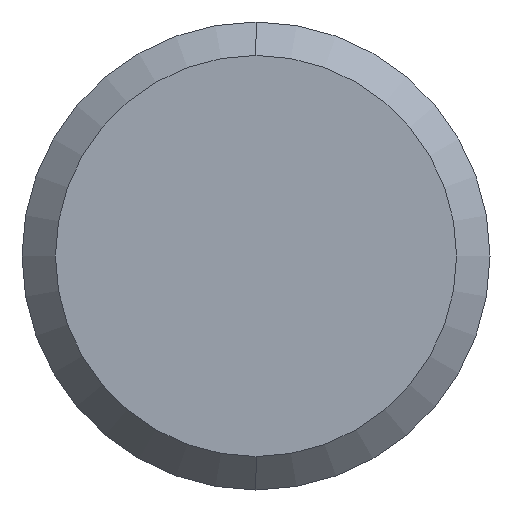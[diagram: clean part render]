
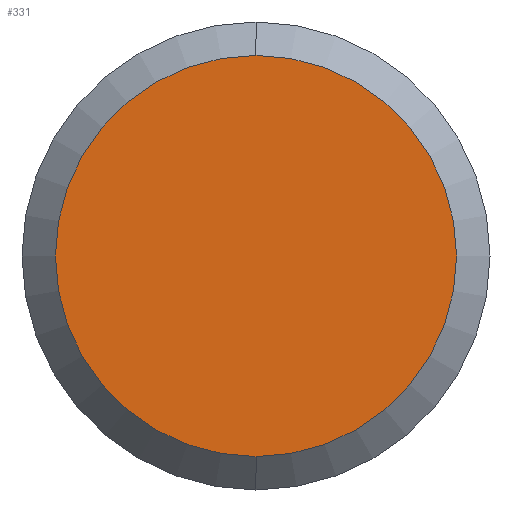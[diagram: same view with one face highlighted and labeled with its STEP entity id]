
A CAD part, left-side view. The second image highlights one B-rep face of the part: STEP entity #331.
In plain terms, the highlighted planar face has unit normal (-1, 0, 0).
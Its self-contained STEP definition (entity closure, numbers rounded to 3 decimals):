
#50 = CARTESIAN_POINT ( 'NONE',  ( 0., 0., 0. ) ) ;
#97 = CIRCLE ( 'NONE', #340, 3. ) ;
#99 = EDGE_CURVE ( 'NONE', #507, #518, #127, .T. ) ;
#107 = CARTESIAN_POINT ( 'NONE',  ( 0., 0., -3. ) ) ;
#110 = AXIS2_PLACEMENT_3D ( 'NONE', #50, #374, #417 ) ;
#122 = PLANE ( 'NONE',  #447 ) ;
#127 = CIRCLE ( 'NONE', #110, 3. ) ;
#129 = EDGE_CURVE ( 'NONE', #518, #507, #97, .T. ) ;
#145 = DIRECTION ( 'NONE',  ( 0., 0., 1. ) ) ;
#225 = ORIENTED_EDGE ( 'NONE', *, *, #99, .T. ) ;
#239 = FACE_OUTER_BOUND ( 'NONE', #521, .T. ) ;
#310 = DIRECTION ( 'NONE',  ( 1., 0., 0. ) ) ;
#331 = ADVANCED_FACE ( 'NONE', ( #239 ), #122, .F. ) ;
#340 = AXIS2_PLACEMENT_3D ( 'NONE', #513, #388, #145 ) ;
#374 = DIRECTION ( 'NONE',  ( -1., 0., 0. ) ) ;
#388 = DIRECTION ( 'NONE',  ( -1., 0., 0. ) ) ;
#389 = ORIENTED_EDGE ( 'NONE', *, *, #129, .T. ) ;
#417 = DIRECTION ( 'NONE',  ( 0., 0., 1. ) ) ;
#443 = DIRECTION ( 'NONE',  ( 0., 0., -1. ) ) ;
#447 = AXIS2_PLACEMENT_3D ( 'NONE', #478, #310, #443 ) ;
#472 = CARTESIAN_POINT ( 'NONE',  ( 0., 0., 3. ) ) ;
#478 = CARTESIAN_POINT ( 'NONE',  ( 0., 3., 0. ) ) ;
#507 = VERTEX_POINT ( 'NONE', #107 ) ;
#513 = CARTESIAN_POINT ( 'NONE',  ( 0., 0., 0. ) ) ;
#518 = VERTEX_POINT ( 'NONE', #472 ) ;
#521 = EDGE_LOOP ( 'NONE', ( #225, #389 ) ) ;
